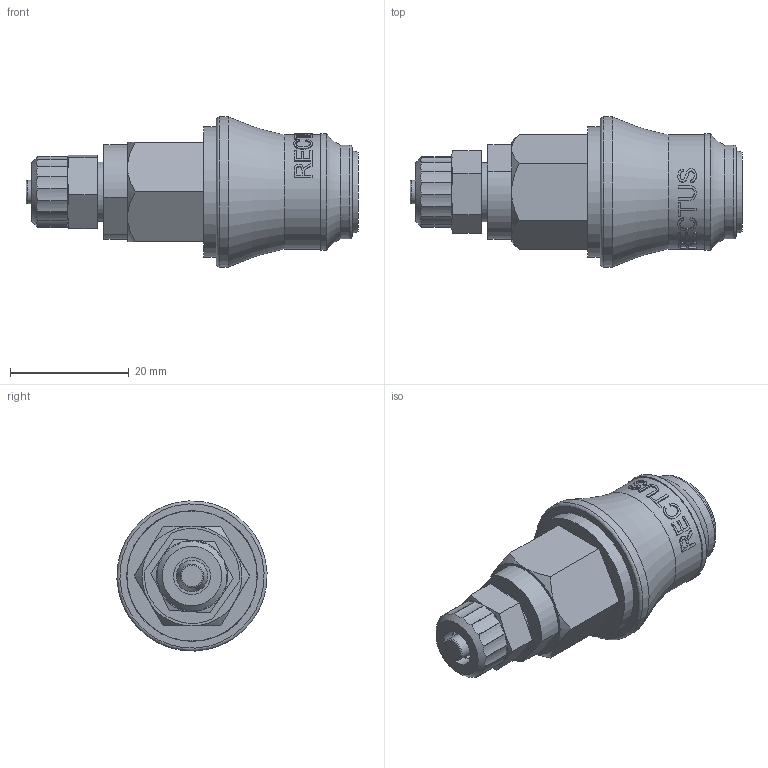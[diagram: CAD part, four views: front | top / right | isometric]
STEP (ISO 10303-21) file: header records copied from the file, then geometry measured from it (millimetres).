
FILE_DESCRIPTION((''),'2;1');
FILE_NAME('21kbko06dpx.stp','2016-04-20T07:54:54',('IA176480'),(''),'Autodesk Inventor 2013','Autodesk Inventor 2013','');
FILE_SCHEMA(('AUTOMOTIVE_DESIGN { 1 0 10303 214 1 1 1 1 }'));
Length unit declared in the file: millimetre
Products named in the file (1): D115072
Bounding box: 55.9 x 25.27 x 25.27 mm (x, y, z)
Volume: 11356.2 mm3; surface area: 7977 mm2
Topology: 1 solids, 5 shells, 319 faces, 783 edges, 500 vertices
Faces by surface type: plane 162, cylinder 87, bspline 34, cone 27, torus 9
Full cylindrical faces by diameter (mm): 3.95 x1, 4.6 x1, 6.2 x1, 7.932 x1, 8 x1, 8.92 x1, 10 x1, 10.5 x1, 11.445 x1, 12.11 x2, 12.2 x1, 13.15 x2, 13.35 x1, 13.5 x1, 14.15 x1, 15.8 x1, 16.3 x1, 19.3 x1, 19.65 x1, 21.9 x1, 22 x1, 25.3 x1
Entity records: 20503 total; most frequent: CARTESIAN_POINT 13283, ORIENTED_EDGE 1446, DIRECTION 1361, EDGE_CURVE 723, AXIS2_PLACEMENT_3D 527, VERTEX_POINT 485, EDGE_LOOP 398, FACE_OUTER_BOUND 319
